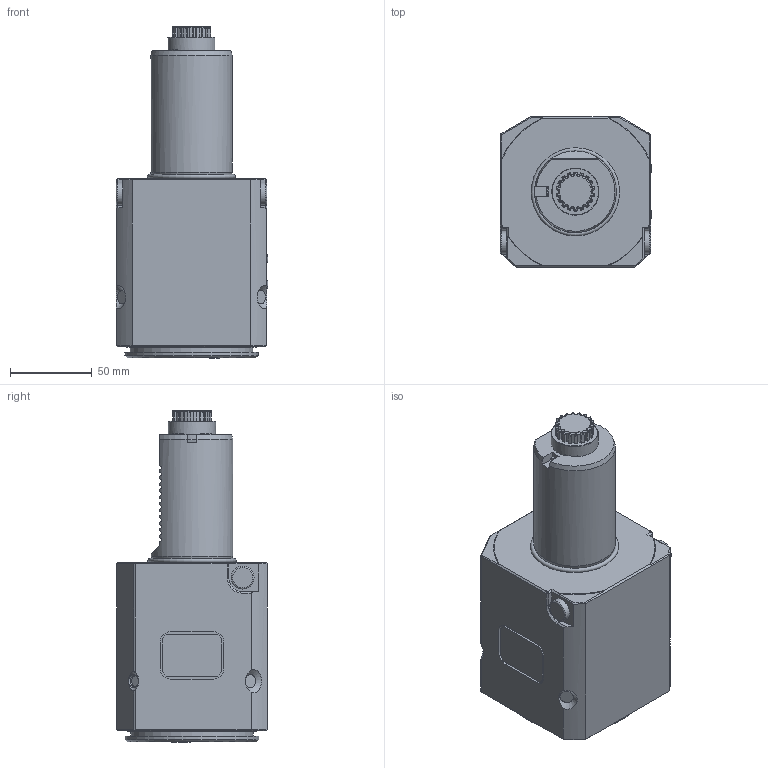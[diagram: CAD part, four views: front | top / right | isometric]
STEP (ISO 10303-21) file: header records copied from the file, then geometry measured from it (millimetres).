
FILE_DESCRIPTION(/* description */ (''),/* implementation_level */ '2;1');
FILE_NAME(/* name */ '1618476470803.stp',/* time_stamp */ '2021-04-15T10:47:58+02:00',/* author */ (''),/* organization */ ('SMS'),/* preprocessor_version */ 'ST-DEVELOPER v16.7',/* originating_system */ 'SIEMENS PLM Software NX 12.0',/* authorisation */ '');
FILE_SCHEMA (('AUTOMOTIVE_DESIGN { 1 0 10303 214 3 1 1 1 }'));
Length unit declared in the file: millimetre
Products named in the file (1): 203483515mod000_00
Bounding box: 92.7 x 92 x 203 mm (x, y, z)
Volume: 994684.5 mm3; surface area: 75989.6 mm2
Topology: 1 solids, 1 shells, 354 faces, 964 edges, 632 vertices
Faces by surface type: plane 188, cylinder 106, cone 43, torus 9, bspline 4, sphere 4
Full cylindrical faces by diameter (mm): 3 x1, 6.647 x2, 8.3 x2, 14 x2, 20.8 x1, 28.8 x1, 36 x1, 48.7 x1, 50 x1, 75 x1, 82 x1
Entity records: 12184 total; most frequent: CARTESIAN_POINT 3581, ORIENTED_EDGE 1798, DIRECTION 1775, EDGE_CURVE 899, AXIS2_PLACEMENT_3D 689, VERTEX_POINT 611, EDGE_LOOP 398, LINE 397
